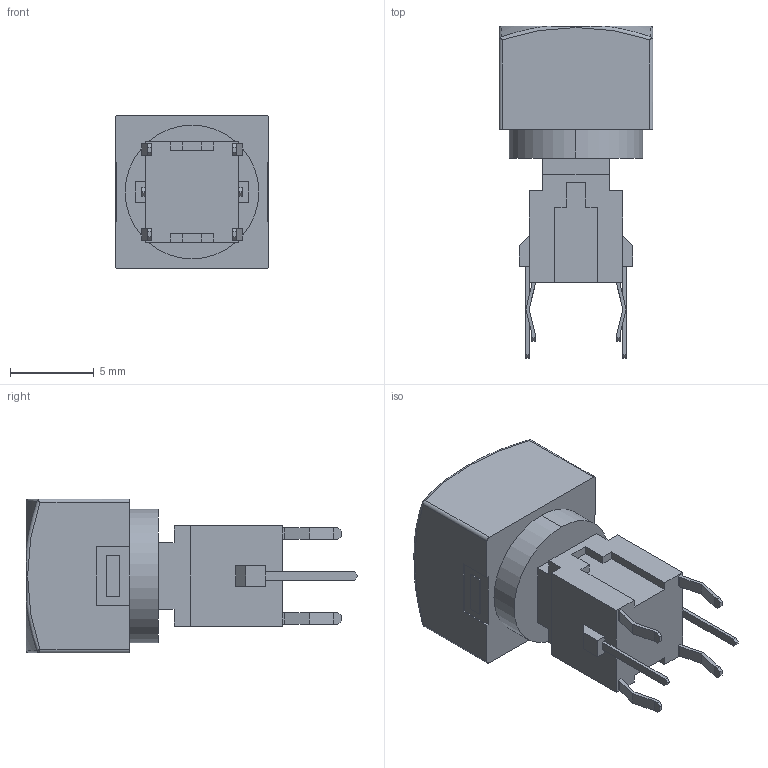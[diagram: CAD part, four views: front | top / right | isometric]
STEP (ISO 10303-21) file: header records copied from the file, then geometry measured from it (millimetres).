
FILE_DESCRIPTION (( 'STEP AP214' ), '1' );
FILE_NAME ('TS5_Button.STEP', '2021-07-02T09:16:59', ( '' ), ( '' ), 'SwSTEP 2.0', 'SolidWorks 2020', '' );
FILE_SCHEMA (( 'AUTOMOTIVE_DESIGN' ));
Length unit declared in the file: millimetre
Products named in the file (1): TS5_Button
Bounding box: 9.2 x 19.85 x 9.2 mm (x, y, z)
Volume: 815.3 mm3; surface area: 686.2 mm2
Topology: 1 solids, 1 shells, 147 faces, 402 edges, 266 vertices
Faces by surface type: plane 130, sphere 7, cylinder 6, torus 4
Entity records: 5870 total; most frequent: CARTESIAN_POINT 911, ORIENTED_EDGE 804, DIRECTION 716, EDGE_CURVE 402, LINE 358, VECTOR 358, VERTEX_POINT 266, AXIS2_PLACEMENT_3D 179
